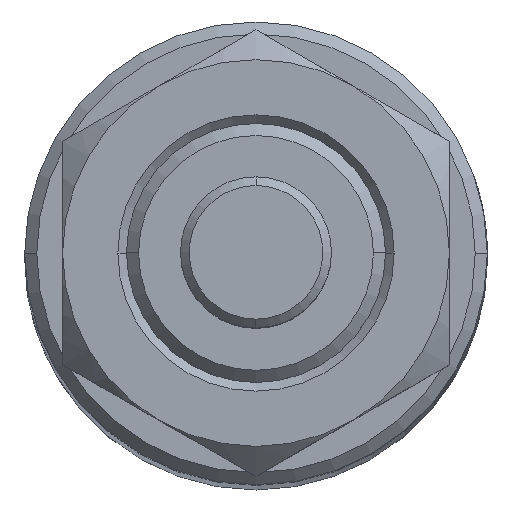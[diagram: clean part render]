
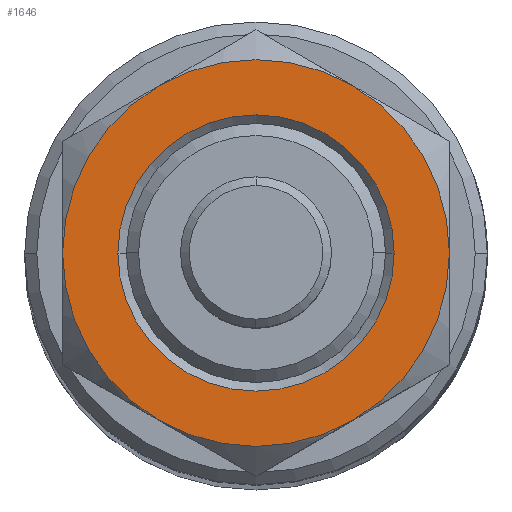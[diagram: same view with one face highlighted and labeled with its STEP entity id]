
A CAD part, top view. The second image highlights one B-rep face of the part: STEP entity #1646.
In plain terms, the highlighted planar face has unit normal (0, 0, 1).
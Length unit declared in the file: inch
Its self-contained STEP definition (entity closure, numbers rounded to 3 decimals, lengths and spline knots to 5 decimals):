
#2 = CARTESIAN_POINT ( 'NONE',  ( 0., 0., 0.21 ) ) ;
#22 = FACE_OUTER_BOUND ( 'NONE', #151, .T. ) ;
#94 = DIRECTION ( 'NONE',  ( 0., 0., -1. ) ) ;
#151 = EDGE_LOOP ( 'NONE', ( #891, #2970, #1354, #428, #1506, #2219 ) ) ;
#183 = CARTESIAN_POINT ( 'NONE',  ( 0.28, 0.48497, 0.21 ) ) ;
#198 = DIRECTION ( 'NONE',  ( -1., 0., 0. ) ) ;
#203 = AXIS2_PLACEMENT_3D ( 'NONE', #2624, #1132, #2878 ) ;
#208 = CARTESIAN_POINT ( 'NONE',  ( -0.56, 0., 0.21 ) ) ;
#250 = DIRECTION ( 'NONE',  ( -1., 0., 0. ) ) ;
#263 = CIRCLE ( 'NONE', #2548, 0.56 ) ;
#375 = CIRCLE ( 'NONE', #2653, 0.56 ) ;
#393 = AXIS2_PLACEMENT_3D ( 'NONE', #1296, #3037, #1545 ) ;
#424 = CARTESIAN_POINT ( 'NONE',  ( 0., 0., 0.21 ) ) ;
#428 = ORIENTED_EDGE ( 'NONE', *, *, #2750, .F. ) ;
#516 = CARTESIAN_POINT ( 'NONE',  ( 0.28, -0.48497, 0.21 ) ) ;
#559 = ORIENTED_EDGE ( 'NONE', *, *, #2540, .T. ) ;
#588 = CARTESIAN_POINT ( 'NONE',  ( 0., 0., 0.21 ) ) ;
#672 = DIRECTION ( 'NONE',  ( -1., 0., 0. ) ) ;
#689 = DIRECTION ( 'NONE',  ( 0., 0., -1. ) ) ;
#725 = CIRCLE ( 'NONE', #393, 0.4 ) ;
#850 = DIRECTION ( 'NONE',  ( -1., 0., 0. ) ) ;
#855 = VERTEX_POINT ( 'NONE', #1298 ) ;
#891 = ORIENTED_EDGE ( 'NONE', *, *, #1301, .F. ) ;
#913 = CIRCLE ( 'NONE', #2946, 0.56 ) ;
#930 = DIRECTION ( 'NONE',  ( 0., 0., 1. ) ) ;
#952 = VERTEX_POINT ( 'NONE', #2583 ) ;
#1019 = DIRECTION ( 'NONE',  ( 0., 0., -1. ) ) ;
#1032 = CIRCLE ( 'NONE', #2222, 0.56 ) ;
#1072 = EDGE_CURVE ( 'NONE', #1424, #2339, #263, .T. ) ;
#1132 = DIRECTION ( 'NONE',  ( 0., 0., -1. ) ) ;
#1177 = EDGE_CURVE ( 'NONE', #1858, #855, #3106, .T. ) ;
#1191 = CARTESIAN_POINT ( 'NONE',  ( 0.56, 0.96995, 0.21 ) ) ;
#1278 = CARTESIAN_POINT ( 'NONE',  ( -0.4, 0., 0.21 ) ) ;
#1296 = CARTESIAN_POINT ( 'NONE',  ( 0., 0., 0.21 ) ) ;
#1298 = CARTESIAN_POINT ( 'NONE',  ( -0.28, -0.48497, 0.21 ) ) ;
#1301 = EDGE_CURVE ( 'NONE', #1393, #952, #375, .T. ) ;
#1354 = ORIENTED_EDGE ( 'NONE', *, *, #1177, .F. ) ;
#1388 = CIRCLE ( 'NONE', #2842, 0.4 ) ;
#1393 = VERTEX_POINT ( 'NONE', #208 ) ;
#1424 = VERTEX_POINT ( 'NONE', #2484 ) ;
#1506 = ORIENTED_EDGE ( 'NONE', *, *, #1072, .T. ) ;
#1532 = ORIENTED_EDGE ( 'NONE', *, *, #1972, .T. ) ;
#1545 = DIRECTION ( 'NONE',  ( -1., 0., 0. ) ) ;
#1606 = CARTESIAN_POINT ( 'NONE',  ( 0., 0., 0.21 ) ) ;
#1646 = ADVANCED_FACE ( 'NONE', ( #2021, #22 ), #3186, .F. ) ;
#1755 = DIRECTION ( 'NONE',  ( 0., 0., -1. ) ) ;
#1852 = DIRECTION ( 'NONE',  ( -1., 0., 0. ) ) ;
#1858 = VERTEX_POINT ( 'NONE', #516 ) ;
#1958 = EDGE_LOOP ( 'NONE', ( #1532, #559 ) ) ;
#1972 = EDGE_CURVE ( 'NONE', #2886, #2592, #725, .T. ) ;
#1985 = AXIS2_PLACEMENT_3D ( 'NONE', #2, #1755, #250 ) ;
#2021 = FACE_BOUND ( 'NONE', #1958, .T. ) ;
#2149 = CARTESIAN_POINT ( 'NONE',  ( 0.4, 0., 0.21 ) ) ;
#2170 = DIRECTION ( 'NONE',  ( 0., 0., -1. ) ) ;
#2219 = ORIENTED_EDGE ( 'NONE', *, *, #2976, .F. ) ;
#2222 = AXIS2_PLACEMENT_3D ( 'NONE', #588, #2346, #850 ) ;
#2339 = VERTEX_POINT ( 'NONE', #183 ) ;
#2346 = DIRECTION ( 'NONE',  ( 0., 0., -1. ) ) ;
#2358 = AXIS2_PLACEMENT_3D ( 'NONE', #1191, #689, #198 ) ;
#2428 = CARTESIAN_POINT ( 'NONE',  ( 0., 0., 0.21 ) ) ;
#2484 = CARTESIAN_POINT ( 'NONE',  ( 0.56, 0., 0.21 ) ) ;
#2508 = CARTESIAN_POINT ( 'NONE',  ( 0., 0., 0.21 ) ) ;
#2540 = EDGE_CURVE ( 'NONE', #2592, #2886, #1388, .T. ) ;
#2548 = AXIS2_PLACEMENT_3D ( 'NONE', #2428, #930, #2681 ) ;
#2583 = CARTESIAN_POINT ( 'NONE',  ( -0.28, 0.48497, 0.21 ) ) ;
#2592 = VERTEX_POINT ( 'NONE', #1278 ) ;
#2624 = CARTESIAN_POINT ( 'NONE',  ( 0., 0., 0.21 ) ) ;
#2653 = AXIS2_PLACEMENT_3D ( 'NONE', #424, #2170, #672 ) ;
#2677 = CIRCLE ( 'NONE', #203, 0.56 ) ;
#2681 = DIRECTION ( 'NONE',  ( 1., 0., 0. ) ) ;
#2750 = EDGE_CURVE ( 'NONE', #1424, #1858, #913, .T. ) ;
#2767 = DIRECTION ( 'NONE',  ( -1., 0., 0. ) ) ;
#2842 = AXIS2_PLACEMENT_3D ( 'NONE', #2508, #1019, #2767 ) ;
#2853 = EDGE_CURVE ( 'NONE', #855, #1393, #2677, .T. ) ;
#2878 = DIRECTION ( 'NONE',  ( -1., 0., 0. ) ) ;
#2886 = VERTEX_POINT ( 'NONE', #2149 ) ;
#2946 = AXIS2_PLACEMENT_3D ( 'NONE', #1606, #94, #1852 ) ;
#2970 = ORIENTED_EDGE ( 'NONE', *, *, #2853, .F. ) ;
#2976 = EDGE_CURVE ( 'NONE', #952, #2339, #1032, .T. ) ;
#3037 = DIRECTION ( 'NONE',  ( 0., 0., -1. ) ) ;
#3106 = CIRCLE ( 'NONE', #1985, 0.56 ) ;
#3186 = PLANE ( 'NONE',  #2358 ) ;
